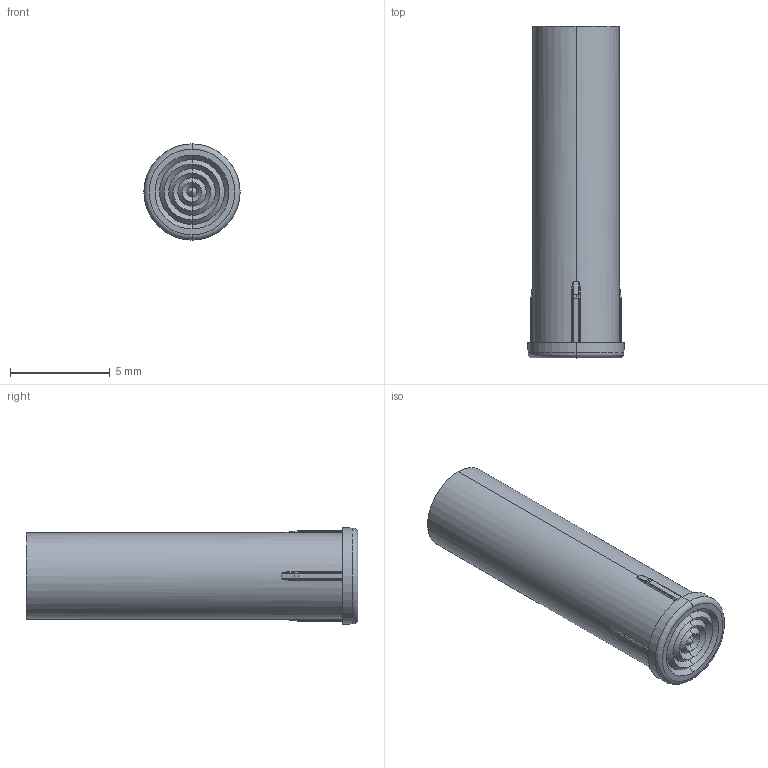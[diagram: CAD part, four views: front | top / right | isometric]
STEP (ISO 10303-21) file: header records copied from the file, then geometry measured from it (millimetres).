
FILE_DESCRIPTION (( 'STEP AP203' ), '1' );
FILE_NAME ('LPCR063CTP - Rev 04.STEP', '2017-06-09T15:48:32', ( '' ), ( '' ), 'SwSTEP 2.0', 'SolidWorks 2016', '' );
FILE_SCHEMA (( 'CONFIG_CONTROL_DESIGN' ));
Length unit declared in the file: inch
Products named in the file (1): LPCR063CTP - Rev 04
Bounding box: 4.83 x 16.64 x 4.83 mm (x, y, z)
Volume: 234.6 mm3; surface area: 272.7 mm2
Topology: 1 solids, 1 shells, 104 faces, 242 edges, 142 vertices
Faces by surface type: bspline 32, cone 23, cylinder 23, torus 13, plane 11, sphere 2
Entity records: 3745 total; most frequent: CARTESIAN_POINT 1449, ORIENTED_EDGE 484, DIRECTION 456, EDGE_CURVE 242, AXIS2_PLACEMENT_3D 197, VERTEX_POINT 142, CIRCLE 124, EDGE_LOOP 106
